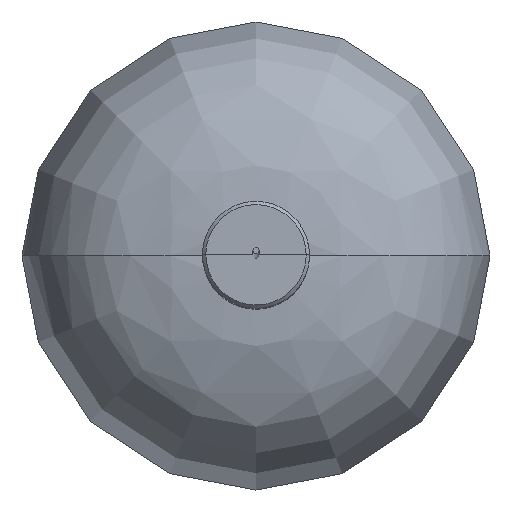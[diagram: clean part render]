
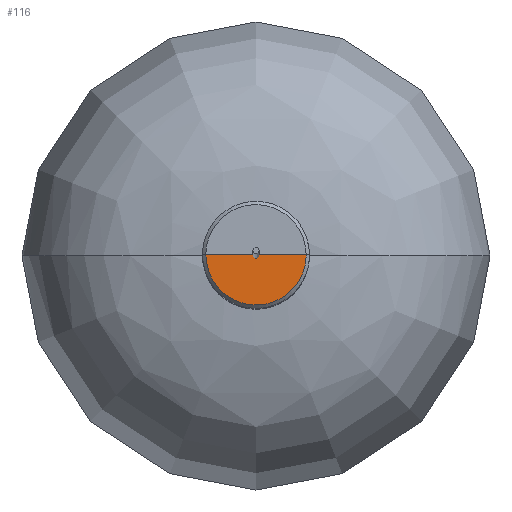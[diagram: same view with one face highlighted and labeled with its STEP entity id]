
A CAD part, top view. The second image highlights one B-rep face of the part: STEP entity #116.
In plain terms, the highlighted free-form (B-spline) face has degree [1, 2] with [2, 5] control points.
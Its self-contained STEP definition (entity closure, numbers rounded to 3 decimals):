
#22=B_SPLINE_CURVE_WITH_KNOTS('',1,(#1172,#1173),.UNSPECIFIED.,.F.,.F.,
(2,2),(0.,15.),.UNSPECIFIED.);
#28=B_SPLINE_CURVE_WITH_KNOTS('',1,(#1209,#1210),.UNSPECIFIED.,.F.,.F.,
(2,2),(0.,15.),.UNSPECIFIED.);
#116=ADVANCED_FACE('',(#143),#396,.T.);
#143=FACE_OUTER_BOUND('',#170,.T.);
#170=EDGE_LOOP('',(#240,#241,#242));
#240=ORIENTED_EDGE('',*,*,#305,.T.);
#241=ORIENTED_EDGE('',*,*,#308,.T.);
#242=ORIENTED_EDGE('',*,*,#316,.F.);
#305=EDGE_CURVE('',#373,#376,#22,.T.);
#308=EDGE_CURVE('',#376,#380,#346,.T.);
#316=EDGE_CURVE('',#373,#380,#28,.T.);
#346=(
BOUNDED_CURVE()
B_SPLINE_CURVE(2,(#1181,#1182,#1183,#1184,#1185),.UNSPECIFIED.,.F.,.F.)
B_SPLINE_CURVE_WITH_KNOTS((3,2,3),(0.,23.562,47.124),
 .UNSPECIFIED.)
CURVE()
GEOMETRIC_REPRESENTATION_ITEM()
RATIONAL_B_SPLINE_CURVE((1.,0.707,1.,0.707,1.))
REPRESENTATION_ITEM('')
);
#373=VERTEX_POINT('',#1162);
#376=VERTEX_POINT('',#1165);
#380=VERTEX_POINT('',#1169);
#396=(
BOUNDED_SURFACE()
B_SPLINE_SURFACE(1,2,((#1024,#1025,#1026,#1027,#1028),(#1029,#1030,#1031,
#1032,#1033)),.UNSPECIFIED.,.F.,.F.,.F.)
B_SPLINE_SURFACE_WITH_KNOTS((2,2),(3,2,3),(0.,16.),(0.,33.,66.),
 .UNSPECIFIED.)
GEOMETRIC_REPRESENTATION_ITEM()
RATIONAL_B_SPLINE_SURFACE(((1.,0.707,1.,0.707,1.),
(1.,0.707,1.,0.707,1.)))
REPRESENTATION_ITEM('')
SURFACE()
);
#1024=CARTESIAN_POINT('',(0.,0.,13245.297));
#1025=CARTESIAN_POINT('',(0.,0.,13245.297));
#1026=CARTESIAN_POINT('',(0.,0.,13245.297));
#1027=CARTESIAN_POINT('',(0.,0.,13245.297));
#1028=CARTESIAN_POINT('',(0.,0.,13245.297));
#1029=CARTESIAN_POINT('',(-16.,0.,13245.297));
#1030=CARTESIAN_POINT('',(-16.,-16.,13245.297));
#1031=CARTESIAN_POINT('',(0.,-16.,13245.297));
#1032=CARTESIAN_POINT('',(16.,-16.,13245.297));
#1033=CARTESIAN_POINT('',(16.,0.,13245.297));
#1162=CARTESIAN_POINT('',(0.,0.,13245.297));
#1165=CARTESIAN_POINT('',(-15.,0.,13245.297));
#1169=CARTESIAN_POINT('',(15.,0.,13245.297));
#1172=CARTESIAN_POINT('',(0.,0.,13245.297));
#1173=CARTESIAN_POINT('',(-15.,0.,13245.297));
#1181=CARTESIAN_POINT('',(-15.,0.,13245.297));
#1182=CARTESIAN_POINT('',(-15.,-15.,13245.297));
#1183=CARTESIAN_POINT('',(0.,-15.,13245.297));
#1184=CARTESIAN_POINT('',(15.,-15.,13245.297));
#1185=CARTESIAN_POINT('',(15.,0.,13245.297));
#1209=CARTESIAN_POINT('',(0.,0.,13245.297));
#1210=CARTESIAN_POINT('',(15.,0.,13245.297));
